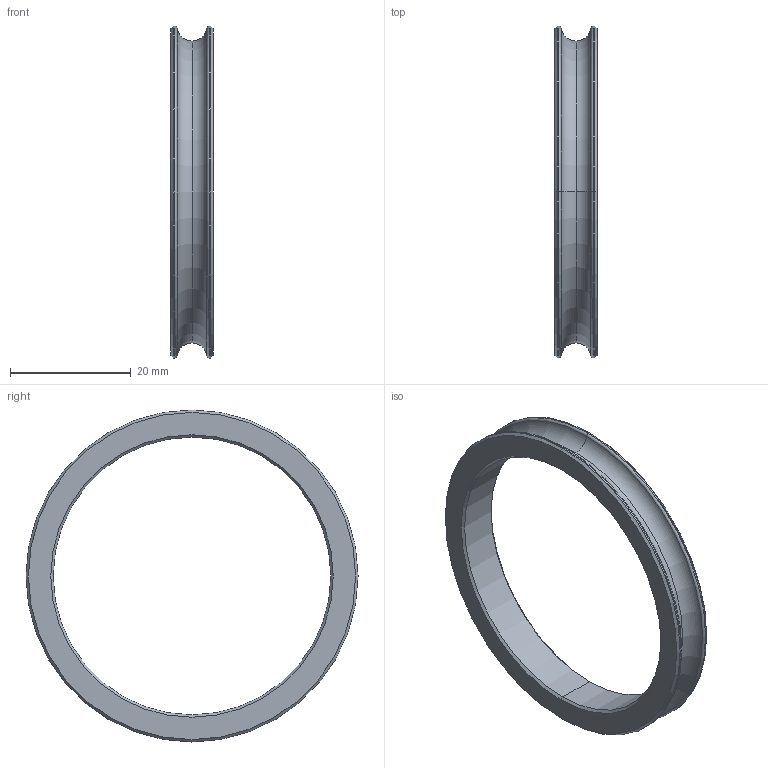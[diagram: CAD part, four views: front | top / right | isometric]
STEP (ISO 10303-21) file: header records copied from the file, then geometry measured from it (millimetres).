
FILE_DESCRIPTION (( 'STEP AP203' ), '1' );
FILE_NAME ('橡胶圈轮子(单圈).STEP', '2024-02-19T11:26:30', ( '' ), ( '' ), 'SwSTEP 2.0', 'SolidWorks 2022', '' );
FILE_SCHEMA (( 'CONFIG_CONTROL_DESIGN' ));
Length unit declared in the file: millimetre
Products named in the file (1): 橡胶圈轮子(单圈)
Bounding box: 7 x 55 x 55 mm (x, y, z)
Volume: 3306.4 mm3; surface area: 3864.5 mm2
Topology: 1 solids, 1 shells, 24 faces, 48 edges, 26 vertices
Faces by surface type: torus 8, cone 8, cylinder 6, plane 2
Entity records: 703 total; most frequent: DIRECTION 132, CARTESIAN_POINT 99, ORIENTED_EDGE 96, AXIS2_PLACEMENT_3D 59, EDGE_CURVE 48, CIRCLE 34, EDGE_LOOP 26, VERTEX_POINT 26
